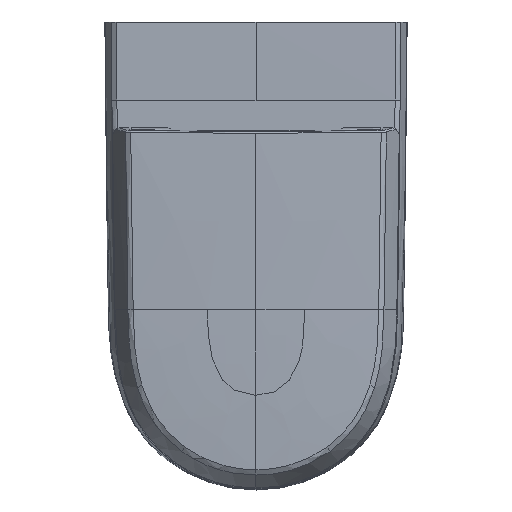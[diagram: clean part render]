
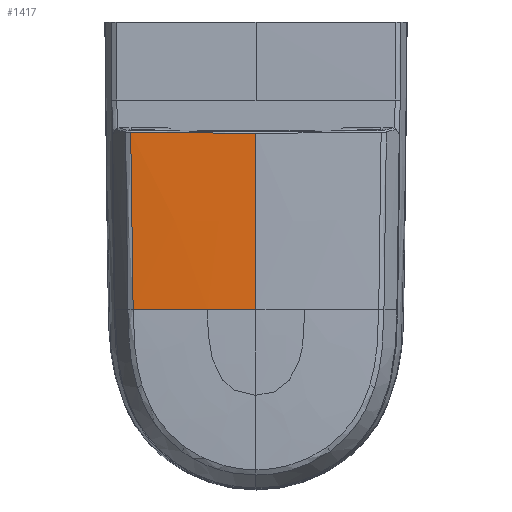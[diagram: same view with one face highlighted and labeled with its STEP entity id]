
A CAD part, top view. The second image highlights one B-rep face of the part: STEP entity #1417.
In plain terms, the highlighted free-form (B-spline) face has degree [3, 2] with [4, 3] control points.
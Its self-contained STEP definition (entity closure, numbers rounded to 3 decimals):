
#1417=ADVANCED_FACE('',(#2829),#21069,.T.);
#2829=FACE_OUTER_BOUND('',#4251,.T.);
#4251=EDGE_LOOP('',(#10942,#10943,#10944,#10945,#10946));
#10942=ORIENTED_EDGE('',*,*,#14457,.F.);
#10943=ORIENTED_EDGE('',*,*,#14453,.T.);
#10944=ORIENTED_EDGE('',*,*,#14459,.F.);
#10945=ORIENTED_EDGE('',*,*,#14268,.T.);
#10946=ORIENTED_EDGE('',*,*,#14458,.F.);
#14268=EDGE_CURVE('',#19800,#19799,#17681,.T.);
#14453=EDGE_CURVE('',#19893,#19895,#17860,.T.);
#14457=EDGE_CURVE('',#19893,#19897,#17864,.T.);
#14458=EDGE_CURVE('',#19897,#19799,#17865,.T.);
#14459=EDGE_CURVE('',#19800,#19895,#17866,.T.);
#17681=B_SPLINE_CURVE_WITH_KNOTS('',6,(#221994,#221995,#221996,#221997,
#221998,#221999,#222000),.UNSPECIFIED.,.F.,.F.,(7,7),(-16.062,
0.),.UNSPECIFIED.);
#17860=B_SPLINE_CURVE_WITH_KNOTS('',3,(#223165,#223166,#223167,#223168),
 .UNSPECIFIED.,.F.,.F.,(4,4),(-67.255,0.),.UNSPECIFIED.);
#17864=B_SPLINE_CURVE_WITH_KNOTS('',3,(#223197,#223198,#223199,#223200),
 .UNSPECIFIED.,.F.,.F.,(4,4),(0.,10.094),.UNSPECIFIED.);
#17865=B_SPLINE_CURVE_WITH_KNOTS('',3,(#223201,#223202,#223203,#223204),
 .UNSPECIFIED.,.F.,.F.,(4,4),(0.,22.711),
 .UNSPECIFIED.);
#17866=B_SPLINE_CURVE_WITH_KNOTS('',2,(#223205,#223206,#223207),
 .UNSPECIFIED.,.F.,.F.,(3,3),(-0.989,0.),.UNSPECIFIED.);
#19799=VERTEX_POINT('',#221556);
#19800=VERTEX_POINT('',#221557);
#19893=VERTEX_POINT('',#221650);
#19895=VERTEX_POINT('',#221652);
#19897=VERTEX_POINT('',#221654);
#21069=B_SPLINE_SURFACE_WITH_KNOTS('',3,2,((#220893,#220894,#220895),(#220896,
#220897,#220898),(#220899,#220900,#220901),(#220902,#220903,#220904)),
 .UNSPECIFIED.,.F.,.F.,.F.,(4,4),(3,3),(0.,165.38),
(0.,233.759),.UNSPECIFIED.);
#220893=CARTESIAN_POINT('',(-0.042,159.799,246.116));
#220894=CARTESIAN_POINT('',(-0.042,45.475,246.116));
#220895=CARTESIAN_POINT('',(-0.042,-68.848,246.116));
#220896=CARTESIAN_POINT('',(-41.029,161.061,246.116));
#220897=CARTESIAN_POINT('',(-40.728,46.106,246.116));
#220898=CARTESIAN_POINT('',(-40.244,-68.848,246.116));
#220899=CARTESIAN_POINT('',(-113.323,163.288,245.538));
#220900=CARTESIAN_POINT('',(-112.49,47.219,245.538));
#220901=CARTESIAN_POINT('',(-111.152,-68.848,245.538));
#220902=CARTESIAN_POINT('',(-165.193,164.888,241.616));
#220903=CARTESIAN_POINT('',(-163.976,48.019,241.616));
#220904=CARTESIAN_POINT('',(-162.023,-68.848,241.616));
#221556=CARTESIAN_POINT('',(-160.575,158.216,241.948));
#221557=CARTESIAN_POINT('',(-0.042,157.311,246.116));
#221650=CARTESIAN_POINT('',(-62.089,-68.847,245.624));
#221652=CARTESIAN_POINT('',(-0.042,-68.846,246.116));
#221654=CARTESIAN_POINT('',(-157.475,-68.848,241.954));
#221994=CARTESIAN_POINT('',(-0.042,157.311,246.116));
#221995=CARTESIAN_POINT('',(-26.812,157.311,246.116));
#221996=CARTESIAN_POINT('',(-53.58,157.356,245.912));
#221997=CARTESIAN_POINT('',(-80.354,157.442,245.534));
#221998=CARTESIAN_POINT('',(-107.107,157.605,244.795));
#221999=CARTESIAN_POINT('',(-133.874,157.822,243.828));
#222000=CARTESIAN_POINT('',(-160.575,158.216,241.948));
#223165=CARTESIAN_POINT('',(-62.089,-68.847,245.624));
#223166=CARTESIAN_POINT('',(-38.548,-68.847,246.017));
#223167=CARTESIAN_POINT('',(-16.668,-68.847,246.116));
#223168=CARTESIAN_POINT('',(-0.042,-68.846,246.116));
#223197=CARTESIAN_POINT('',(-62.089,-68.847,245.624));
#223198=CARTESIAN_POINT('',(-93.792,-68.847,245.094));
#223199=CARTESIAN_POINT('',(-128.509,-68.848,244.03));
#223200=CARTESIAN_POINT('',(-157.475,-68.848,241.954));
#223201=CARTESIAN_POINT('',(-157.475,-68.848,241.954));
#223202=CARTESIAN_POINT('',(-158.74,6.837,241.952));
#223203=CARTESIAN_POINT('',(-159.773,82.525,241.95));
#223204=CARTESIAN_POINT('',(-160.575,158.216,241.948));
#223205=CARTESIAN_POINT('',(-0.042,157.311,246.116));
#223206=CARTESIAN_POINT('',(-0.042,44.232,246.116));
#223207=CARTESIAN_POINT('',(-0.042,-68.846,246.116));
